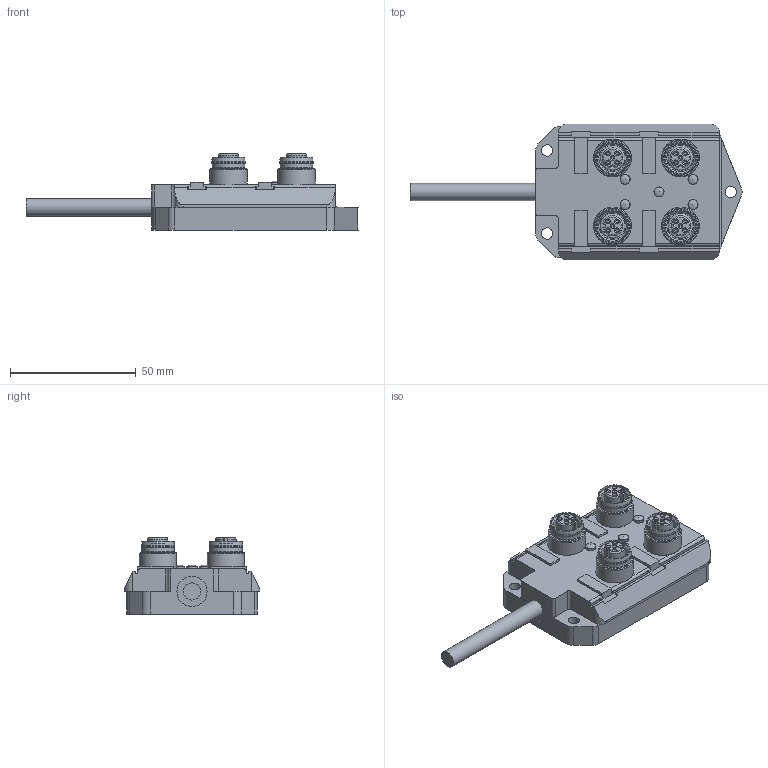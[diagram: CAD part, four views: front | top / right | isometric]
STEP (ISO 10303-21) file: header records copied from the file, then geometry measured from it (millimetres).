
FILE_DESCRIPTION(/* description */ (''),/* implementation_level */ '2;1');
FILE_NAME(/* name */ 'VK001001.stp',/* time_stamp */ '2016-10-11T15:48:23+02:00',/* author */ ('mitarbeiter'),/* organization */ (''),/* preprocessor_version */ 'ST-DEVELOPER v15.2',/* originating_system */ 'Autodesk Inventor 2014',/* authorisation */ '');
FILE_SCHEMA (('AUTOMOTIVE_DESIGN { 1 0 10303 214 3 1 1 }'));
Length unit declared in the file: millimetre
Products named in the file (1): VK001001
Bounding box: 131.99 x 54 x 30.3 mm (x, y, z)
Volume: 72885.2 mm3; surface area: 18765.2 mm2
Topology: 1 solids, 1 shells, 331 faces, 823 edges, 537 vertices
Faces by surface type: plane 186, cylinder 84, cone 32, torus 24, sphere 5
Full cylindrical faces by diameter (mm): 1.1 x20, 4 x5, 4.5 x3, 6.8 x1, 11 x4, 12 x1, 12.2 x4, 13 x4, 13.4 x4, 14.8 x4
Entity records: 9523 total; most frequent: CARTESIAN_POINT 1881, DIRECTION 1579, ORIENTED_EDGE 1344, EDGE_CURVE 672, AXIS2_PLACEMENT_3D 599, VERTEX_POINT 493, EDGE_LOOP 487, LINE 381
